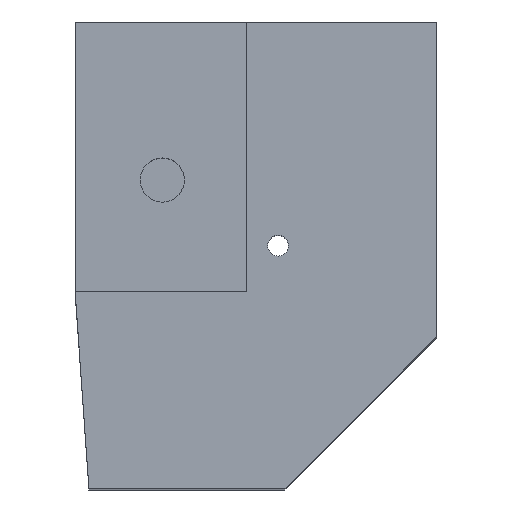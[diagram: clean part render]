
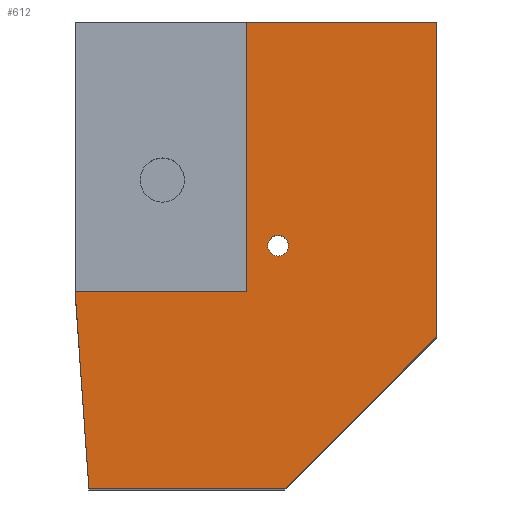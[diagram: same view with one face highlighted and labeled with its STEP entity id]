
A CAD part, top view. The second image highlights one B-rep face of the part: STEP entity #612.
In plain terms, the highlighted planar face has unit normal (0, 0, 1).
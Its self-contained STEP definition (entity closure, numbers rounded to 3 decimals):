
#263 = VERTEX_POINT('',#264);
#264 = CARTESIAN_POINT('',(0.,11.,47.945));
#286 = VERTEX_POINT('',#287);
#287 = CARTESIAN_POINT('',(0.,33.8,47.945));
#293 = EDGE_CURVE('',#263,#286,#294,.T.);
#294 = LINE('',#295,#296);
#295 = CARTESIAN_POINT('',(0.,11.,47.945));
#296 = VECTOR('',#297,1.);
#297 = DIRECTION('',(0.,1.,0.));
#593 = VERTEX_POINT('',#594);
#594 = CARTESIAN_POINT('',(-11.,0.,47.945));
#602 = EDGE_CURVE('',#593,#263,#603,.T.);
#603 = LINE('',#604,#605);
#604 = CARTESIAN_POINT('',(-11.,0.,47.945));
#605 = VECTOR('',#606,1.);
#606 = DIRECTION('',(0.707,0.707,0.));
#612 = ADVANCED_FACE('',(#613,#655),#666,.T.);
#613 = FACE_BOUND('',#614,.T.);
#614 = EDGE_LOOP('',(#615,#623,#624,#625,#633,#641,#649));
#615 = ORIENTED_EDGE('',*,*,#616,.F.);
#616 = EDGE_CURVE('',#593,#617,#619,.T.);
#617 = VERTEX_POINT('',#618);
#618 = CARTESIAN_POINT('',(-25.2,0.,47.945));
#619 = LINE('',#620,#621);
#620 = CARTESIAN_POINT('',(-23.84,0.,47.945));
#621 = VECTOR('',#622,1.);
#622 = DIRECTION('',(-1.,-0.,-0.));
#623 = ORIENTED_EDGE('',*,*,#602,.T.);
#624 = ORIENTED_EDGE('',*,*,#293,.T.);
#625 = ORIENTED_EDGE('',*,*,#626,.T.);
#626 = EDGE_CURVE('',#286,#627,#629,.T.);
#627 = VERTEX_POINT('',#628);
#628 = CARTESIAN_POINT('',(-13.79,33.8,47.945));
#629 = LINE('',#630,#631);
#630 = CARTESIAN_POINT('',(-13.79,33.8,47.945));
#631 = VECTOR('',#632,1.);
#632 = DIRECTION('',(-1.,0.,0.));
#633 = ORIENTED_EDGE('',*,*,#634,.T.);
#634 = EDGE_CURVE('',#627,#635,#637,.T.);
#635 = VERTEX_POINT('',#636);
#636 = CARTESIAN_POINT('',(-13.79,14.265,47.945));
#637 = LINE('',#638,#639);
#638 = CARTESIAN_POINT('',(-13.79,25.942,47.945));
#639 = VECTOR('',#640,1.);
#640 = DIRECTION('',(0.,-1.,0.));
#641 = ORIENTED_EDGE('',*,*,#642,.F.);
#642 = EDGE_CURVE('',#643,#635,#645,.T.);
#643 = VERTEX_POINT('',#644);
#644 = CARTESIAN_POINT('',(-26.2,14.265,47.945));
#645 = LINE('',#646,#647);
#646 = CARTESIAN_POINT('',(-14.01,14.265,47.945));
#647 = VECTOR('',#648,1.);
#648 = DIRECTION('',(1.,0.,0.));
#649 = ORIENTED_EDGE('',*,*,#650,.T.);
#650 = EDGE_CURVE('',#643,#617,#651,.T.);
#651 = LINE('',#652,#653);
#652 = CARTESIAN_POINT('',(-26.2,14.265,47.945));
#653 = VECTOR('',#654,1.);
#654 = DIRECTION('',(0.07,-0.998,0.));
#655 = FACE_BOUND('',#656,.T.);
#656 = EDGE_LOOP('',(#657));
#657 = ORIENTED_EDGE('',*,*,#658,.T.);
#658 = EDGE_CURVE('',#659,#659,#661,.T.);
#659 = VERTEX_POINT('',#660);
#660 = CARTESIAN_POINT('',(-10.75,17.6,47.945));
#661 = CIRCLE('',#662,0.75);
#662 = AXIS2_PLACEMENT_3D('',#663,#664,#665);
#663 = CARTESIAN_POINT('',(-11.5,17.6,47.945));
#664 = DIRECTION('',(0.,0.,-1.));
#665 = DIRECTION('',(1.,0.,0.));
#666 = PLANE('',#667);
#667 = AXIS2_PLACEMENT_3D('',#668,#669,#670);
#668 = CARTESIAN_POINT('',(-11.967,15.983,47.945));
#669 = DIRECTION('',(0.,0.,1.));
#670 = DIRECTION('',(1.,0.,0.));
